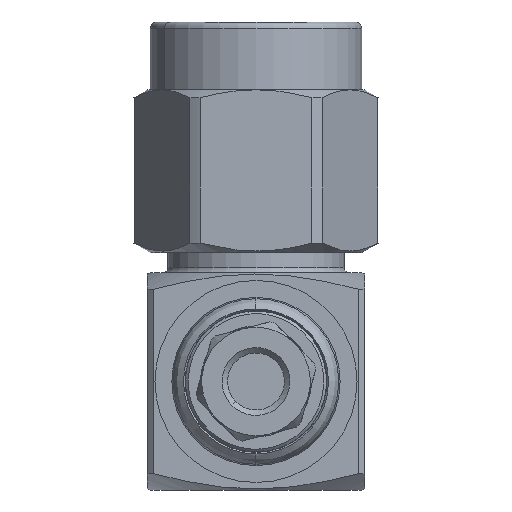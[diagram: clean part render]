
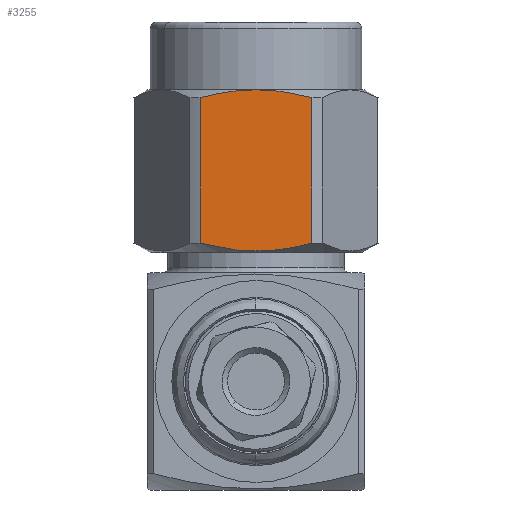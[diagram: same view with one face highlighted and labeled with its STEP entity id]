
A CAD part, front view. The second image highlights one B-rep face of the part: STEP entity #3255.
In plain terms, the highlighted planar face has unit normal (0, -1, 0).
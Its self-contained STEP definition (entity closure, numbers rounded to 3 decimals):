
#686 = DIRECTION ( 'NONE',  ( 0., 0., -1. ) ) ;
#693 = VECTOR ( 'NONE', #686, 1000. ) ;
#756 = CARTESIAN_POINT ( 'NONE',  ( -0.703, -4., 8.808 ) ) ;
#775 = CARTESIAN_POINT ( 'NONE',  ( 2.062, -4., 17.25 ) ) ;
#928 = CARTESIAN_POINT ( 'NONE',  ( 0.698, -4., 14.75 ) ) ;
#971 = CARTESIAN_POINT ( 'NONE',  ( 0., -4., 14.75 ) ) ;
#1039 = DIRECTION ( 'NONE',  ( -1., 0., 0. ) ) ;
#1221 = CARTESIAN_POINT ( 'NONE',  ( -1.384, -4., 14.623 ) ) ;
#1392 = ORIENTED_EDGE ( 'NONE', *, *, #3981, .T. ) ;
#1435 = LINE ( 'NONE', #775, #693 ) ;
#1505 = CARTESIAN_POINT ( 'NONE',  ( 1.382, -4., 8.934 ) ) ;
#1766 = EDGE_CURVE ( 'NONE', #4691, #1767, #4868, .T. ) ;
#1767 = VERTEX_POINT ( 'NONE', #5626 ) ;
#1937 = EDGE_CURVE ( 'NONE', #1767, #7612, #2866, .T. ) ;
#1961 = AXIS2_PLACEMENT_3D ( 'NONE', #4295, #2971, #1039 ) ;
#2121 = CARTESIAN_POINT ( 'NONE',  ( 2.062, -4., 9.096 ) ) ;
#2453 = CARTESIAN_POINT ( 'NONE',  ( -0.697, -4., 14.723 ) ) ;
#2480 = DIRECTION ( 'NONE',  ( 0., 0., -1. ) ) ;
#2729 = CARTESIAN_POINT ( 'NONE',  ( -2.062, -4., 9.096 ) ) ;
#2866 = B_SPLINE_CURVE_WITH_KNOTS ( 'NONE', 3,
 ( #7232, #7275, #2453, #1221, #6494, #7323 ),
 .UNSPECIFIED., .F., .F.,
 ( 4, 2, 4 ),
 ( 0.002, 0.003, 0.004 ),
 .UNSPECIFIED. ) ;
#2971 = DIRECTION ( 'NONE',  ( 0., 1., 0. ) ) ;
#3001 = ORIENTED_EDGE ( 'NONE', *, *, #1766, .T. ) ;
#3010 = PLANE ( 'NONE',  #1961 ) ;
#3018 = CARTESIAN_POINT ( 'NONE',  ( 2.062, -4., 14.461 ) ) ;
#3119 = EDGE_CURVE ( 'NONE', #4691, #3129, #1435, .T. ) ;
#3129 = VERTEX_POINT ( 'NONE', #6122 ) ;
#3255 = ADVANCED_FACE ( 'NONE', ( #6307 ), #3010, .F. ) ;
#3670 = ORIENTED_EDGE ( 'NONE', *, *, #5793, .T. ) ;
#3981 = EDGE_CURVE ( 'NONE', #7612, #7835, #7181, .T. ) ;
#4295 = CARTESIAN_POINT ( 'NONE',  ( -2.062, -4., 17.25 ) ) ;
#4691 = VERTEX_POINT ( 'NONE', #3018 ) ;
#4868 = B_SPLINE_CURVE_WITH_KNOTS ( 'NONE', 3,
 ( #8262, #5098, #928, #971 ),
 .UNSPECIFIED., .F., .F.,
 ( 4, 4 ),
 ( 0., 0.002 ),
 .UNSPECIFIED. ) ;
#4975 = CARTESIAN_POINT ( 'NONE',  ( -2.062, -4., 14.461 ) ) ;
#5098 = CARTESIAN_POINT ( 'NONE',  ( 1.384, -4., 14.641 ) ) ;
#5259 = ORIENTED_EDGE ( 'NONE', *, *, #1937, .T. ) ;
#5505 = CARTESIAN_POINT ( 'NONE',  ( 0.692, -4., 8.834 ) ) ;
#5545 = CARTESIAN_POINT ( 'NONE',  ( -1.386, -4., 8.918 ) ) ;
#5626 = CARTESIAN_POINT ( 'NONE',  ( 0., -4., 14.75 ) ) ;
#5793 = EDGE_CURVE ( 'NONE', #7835, #3129, #7800, .T. ) ;
#6122 = CARTESIAN_POINT ( 'NONE',  ( 2.062, -4., 9.096 ) ) ;
#6307 = FACE_OUTER_BOUND ( 'NONE', #8327, .T. ) ;
#6494 = CARTESIAN_POINT ( 'NONE',  ( -1.724, -4., 14.551 ) ) ;
#6778 = CARTESIAN_POINT ( 'NONE',  ( 0.341, -4., 8.807 ) ) ;
#7181 = LINE ( 'NONE', #8509, #8689 ) ;
#7232 = CARTESIAN_POINT ( 'NONE',  ( 0., -4., 14.75 ) ) ;
#7275 = CARTESIAN_POINT ( 'NONE',  ( -0.347, -4., 14.75 ) ) ;
#7323 = CARTESIAN_POINT ( 'NONE',  ( -2.062, -4., 14.461 ) ) ;
#7612 = VERTEX_POINT ( 'NONE', #4975 ) ;
#7800 = B_SPLINE_CURVE_WITH_KNOTS ( 'NONE', 3,
 ( #2729, #5545, #756, #6778, #5505, #1505, #8227, #2121 ),
 .UNSPECIFIED., .F., .F.,
 ( 4, 2, 2, 4 ),
 ( 0., 0.002, 0.003, 0.004 ),
 .UNSPECIFIED. ) ;
#7835 = VERTEX_POINT ( 'NONE', #8574 ) ;
#8227 = CARTESIAN_POINT ( 'NONE',  ( 1.723, -4., 9.007 ) ) ;
#8262 = CARTESIAN_POINT ( 'NONE',  ( 2.062, -4., 14.461 ) ) ;
#8327 = EDGE_LOOP ( 'NONE', ( #8376, #3001, #5259, #1392, #3670 ) ) ;
#8376 = ORIENTED_EDGE ( 'NONE', *, *, #3119, .F. ) ;
#8509 = CARTESIAN_POINT ( 'NONE',  ( -2.062, -4., 17.25 ) ) ;
#8574 = CARTESIAN_POINT ( 'NONE',  ( -2.062, -4., 9.096 ) ) ;
#8689 = VECTOR ( 'NONE', #2480, 1000. ) ;
